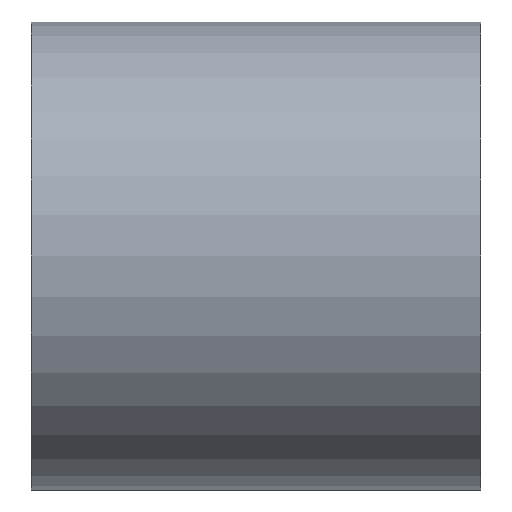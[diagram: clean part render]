
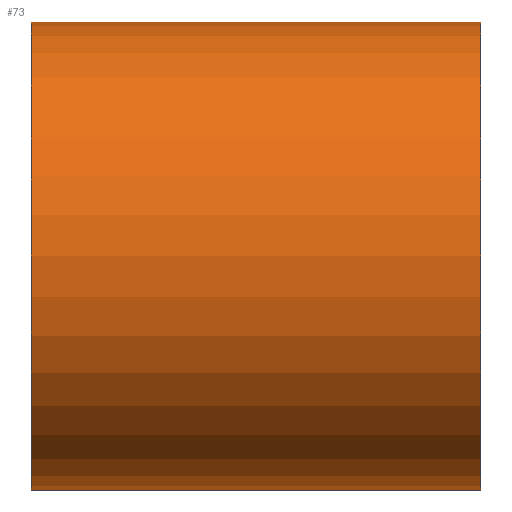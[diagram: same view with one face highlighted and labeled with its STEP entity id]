
A CAD part, front view. The second image highlights one B-rep face of the part: STEP entity #73.
In plain terms, the highlighted cylindrical face has radius 37.5 mm (diameter 75 mm), a partial arc.
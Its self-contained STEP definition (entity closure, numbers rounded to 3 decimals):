
#2 = CARTESIAN_POINT ( 'NONE',  ( -46.222, 0., -37.5 ) ) ;
#22 = DIRECTION ( 'NONE',  ( 0., 0., 1. ) ) ;
#47 = CARTESIAN_POINT ( 'NONE',  ( 65.983, 0., -37.5 ) ) ;
#50 = DIRECTION ( 'NONE',  ( -1., 0., 0. ) ) ;
#57 = CIRCLE ( 'NONE', #206, 37.5 ) ;
#59 = DIRECTION ( 'NONE',  ( -1., 0., 0. ) ) ;
#67 = VERTEX_POINT ( 'NONE', #47 ) ;
#73 = ADVANCED_FACE ( 'NONE', ( #282 ), #168, .T. ) ;
#90 = EDGE_LOOP ( 'NONE', ( #279, #111, #301, #142 ) ) ;
#96 = CARTESIAN_POINT ( 'NONE',  ( -46.222, 0., 37.5 ) ) ;
#97 = DIRECTION ( 'NONE',  ( 0., 0., 1. ) ) ;
#99 = CARTESIAN_POINT ( 'NONE',  ( -6.017, 0., 0. ) ) ;
#102 = CARTESIAN_POINT ( 'NONE',  ( -6.017, 0., 37.5 ) ) ;
#104 = CIRCLE ( 'NONE', #266, 37.5 ) ;
#111 = ORIENTED_EDGE ( 'NONE', *, *, #240, .T. ) ;
#124 = LINE ( 'NONE', #96, #150 ) ;
#135 = VERTEX_POINT ( 'NONE', #139 ) ;
#139 = CARTESIAN_POINT ( 'NONE',  ( 65.983, 0., 37.5 ) ) ;
#142 = ORIENTED_EDGE ( 'NONE', *, *, #243, .F. ) ;
#150 = VECTOR ( 'NONE', #280, 1000. ) ;
#168 = CYLINDRICAL_SURFACE ( 'NONE', #187, 37.5 ) ;
#175 = EDGE_CURVE ( 'NONE', #67, #235, #203, .T. ) ;
#178 = VECTOR ( 'NONE', #202, 1000. ) ;
#180 = CARTESIAN_POINT ( 'NONE',  ( -6.017, 0., -37.5 ) ) ;
#187 = AXIS2_PLACEMENT_3D ( 'NONE', #194, #50, #97 ) ;
#194 = CARTESIAN_POINT ( 'NONE',  ( -46.222, 0., 0. ) ) ;
#202 = DIRECTION ( 'NONE',  ( -1., 0., 0. ) ) ;
#203 = LINE ( 'NONE', #2, #178 ) ;
#206 = AXIS2_PLACEMENT_3D ( 'NONE', #271, #59, #242 ) ;
#235 = VERTEX_POINT ( 'NONE', #180 ) ;
#240 = EDGE_CURVE ( 'NONE', #67, #135, #57, .T. ) ;
#242 = DIRECTION ( 'NONE',  ( 0., 0., 1. ) ) ;
#243 = EDGE_CURVE ( 'NONE', #235, #304, #104, .T. ) ;
#246 = EDGE_CURVE ( 'NONE', #135, #304, #124, .T. ) ;
#266 = AXIS2_PLACEMENT_3D ( 'NONE', #99, #278, #22 ) ;
#271 = CARTESIAN_POINT ( 'NONE',  ( 65.983, 0., 0. ) ) ;
#278 = DIRECTION ( 'NONE',  ( -1., 0., 0. ) ) ;
#279 = ORIENTED_EDGE ( 'NONE', *, *, #175, .F. ) ;
#280 = DIRECTION ( 'NONE',  ( -1., 0., 0. ) ) ;
#282 = FACE_OUTER_BOUND ( 'NONE', #90, .T. ) ;
#301 = ORIENTED_EDGE ( 'NONE', *, *, #246, .T. ) ;
#304 = VERTEX_POINT ( 'NONE', #102 ) ;
